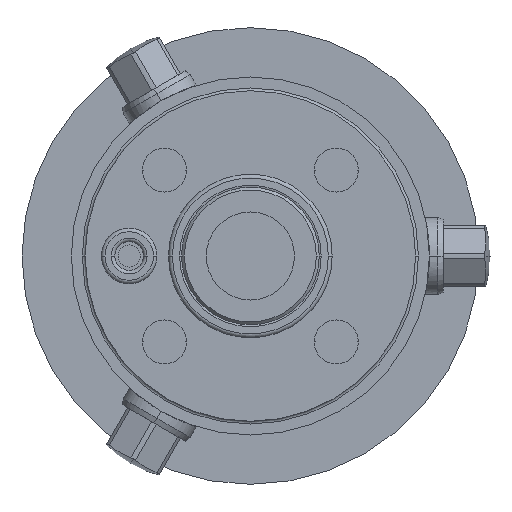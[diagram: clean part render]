
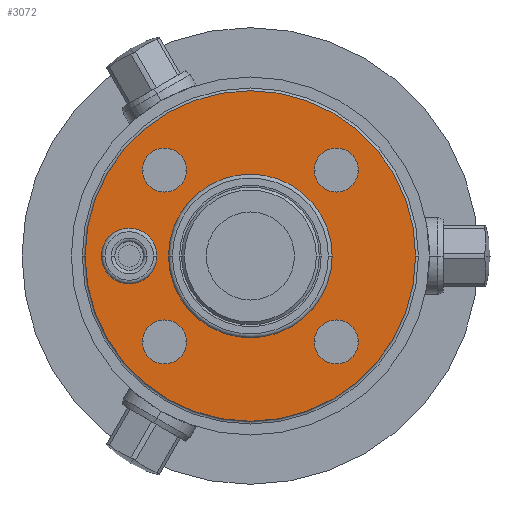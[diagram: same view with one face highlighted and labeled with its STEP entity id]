
A CAD part, front view. The second image highlights one B-rep face of the part: STEP entity #3072.
In plain terms, the highlighted planar face has unit normal (0, -1, 0).
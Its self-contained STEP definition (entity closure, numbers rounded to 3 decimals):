
#484=CARTESIAN_POINT('',(0.,0.,0.));
#485=DIRECTION('',(0.,1.,0.));
#486=DIRECTION('',(1.,0.,0.));
#487=AXIS2_PLACEMENT_3D('',#484,#485,#486);
#499=CARTESIAN_POINT('',(0.,0.,0.));
#500=DIRECTION('',(0.,-1.,0.));
#501=DIRECTION('',(1.,0.,0.));
#502=AXIS2_PLACEMENT_3D('',#499,#500,#501);
#530=CARTESIAN_POINT('',(15.6,0.,15.6));
#531=DIRECTION('',(0.,-1.,0.));
#532=DIRECTION('',(-1.,0.,0.));
#533=AXIS2_PLACEMENT_3D('',#530,#531,#532);
#538=CARTESIAN_POINT('',(15.6,0.,15.6));
#539=DIRECTION('',(0.,-1.,0.));
#540=DIRECTION('',(1.,0.,0.));
#541=AXIS2_PLACEMENT_3D('',#538,#539,#540);
#546=CARTESIAN_POINT('',(-15.6,0.,15.6));
#547=DIRECTION('',(0.,-1.,0.));
#548=DIRECTION('',(-1.,0.,0.));
#549=AXIS2_PLACEMENT_3D('',#546,#547,#548);
#554=CARTESIAN_POINT('',(-15.6,0.,15.6));
#555=DIRECTION('',(0.,-1.,0.));
#556=DIRECTION('',(1.,0.,0.));
#557=AXIS2_PLACEMENT_3D('',#554,#555,#556);
#562=CARTESIAN_POINT('',(15.6,0.,-15.6));
#563=DIRECTION('',(0.,-1.,0.));
#564=DIRECTION('',(-1.,0.,0.));
#565=AXIS2_PLACEMENT_3D('',#562,#563,#564);
#570=CARTESIAN_POINT('',(15.6,0.,-15.6));
#571=DIRECTION('',(0.,-1.,0.));
#572=DIRECTION('',(1.,0.,0.));
#573=AXIS2_PLACEMENT_3D('',#570,#571,#572);
#578=CARTESIAN_POINT('',(-15.6,0.,-15.6));
#579=DIRECTION('',(0.,-1.,0.));
#580=DIRECTION('',(-1.,0.,0.));
#581=AXIS2_PLACEMENT_3D('',#578,#579,#580);
#586=CARTESIAN_POINT('',(-15.6,0.,-15.6));
#587=DIRECTION('',(0.,-1.,0.));
#588=DIRECTION('',(1.,0.,0.));
#589=AXIS2_PLACEMENT_3D('',#586,#587,#588);
#610=CARTESIAN_POINT('',(-22.,0.,0.));
#611=DIRECTION('',(0.,1.,0.));
#612=DIRECTION('',(1.,0.,0.));
#613=AXIS2_PLACEMENT_3D('',#610,#611,#612);
#618=CARTESIAN_POINT('',(-22.,0.,0.));
#619=DIRECTION('',(0.,1.,0.));
#620=DIRECTION('',(-1.,0.,0.));
#621=AXIS2_PLACEMENT_3D('',#618,#619,#620);
#626=CARTESIAN_POINT('',(0.,0.,0.));
#627=DIRECTION('',(0.,1.,0.));
#628=DIRECTION('',(-1.,0.,0.));
#629=AXIS2_PLACEMENT_3D('',#626,#627,#628);
#634=CARTESIAN_POINT('',(0.,0.,0.));
#635=DIRECTION('',(0.,1.,0.));
#636=DIRECTION('',(1.,0.,0.));
#637=AXIS2_PLACEMENT_3D('',#634,#635,#636);
#2378=CARTESIAN_POINT('',(30.,0.,0.));
#2380=VERTEX_POINT('',#2378);
#2402=CARTESIAN_POINT('',(-30.,0.,0.));
#2404=VERTEX_POINT('',#2402);
#2444=CARTESIAN_POINT('',(11.6,0.,15.6));
#2445=CARTESIAN_POINT('',(19.6,0.,15.6));
#2446=VERTEX_POINT('',#2444);
#2447=VERTEX_POINT('',#2445);
#2458=CARTESIAN_POINT('',(-19.6,0.,15.6));
#2459=VERTEX_POINT('',#2458);
#2460=CARTESIAN_POINT('',(-11.6,0.,15.6));
#2461=VERTEX_POINT('',#2460);
#2472=CARTESIAN_POINT('',(11.6,0.,-15.6));
#2473=VERTEX_POINT('',#2472);
#2474=CARTESIAN_POINT('',(19.6,0.,-15.6));
#2475=VERTEX_POINT('',#2474);
#2486=CARTESIAN_POINT('',(-19.6,0.,-15.6));
#2487=VERTEX_POINT('',#2486);
#2488=CARTESIAN_POINT('',(-11.6,0.,-15.6));
#2489=VERTEX_POINT('',#2488);
#2502=CARTESIAN_POINT('',(-17.254,0.,0.));
#2503=CARTESIAN_POINT('',(-26.746,0.,0.));
#2504=VERTEX_POINT('',#2502);
#2505=VERTEX_POINT('',#2503);
#2526=CARTESIAN_POINT('',(-14.15,0.,0.));
#2527=CARTESIAN_POINT('',(14.15,0.,0.));
#2528=VERTEX_POINT('',#2526);
#2529=VERTEX_POINT('',#2527);
#3027=CARTESIAN_POINT('',(0.,0.,0.));
#3028=DIRECTION('',(0.,1.,0.));
#3029=DIRECTION('',(1.,0.,0.));
#3030=AXIS2_PLACEMENT_3D('',#3027,#3028,#3029);
#3031=PLANE('',#3030);
#3032=ORIENTED_EDGE('',*,*,#3009,.T.);
#3033=ORIENTED_EDGE('',*,*,#3020,.F.);
#3034=EDGE_LOOP('',(#3032,#3033));
#3035=FACE_OUTER_BOUND('',#3034,.F.);
#3037=ORIENTED_EDGE('',*,*,#3036,.T.);
#3039=ORIENTED_EDGE('',*,*,#3038,.T.);
#3040=EDGE_LOOP('',(#3037,#3039));
#3041=FACE_BOUND('',#3040,.F.);
#3043=ORIENTED_EDGE('',*,*,#3042,.T.);
#3045=ORIENTED_EDGE('',*,*,#3044,.T.);
#3046=EDGE_LOOP('',(#3043,#3045));
#3047=FACE_BOUND('',#3046,.F.);
#3049=ORIENTED_EDGE('',*,*,#3048,.T.);
#3051=ORIENTED_EDGE('',*,*,#3050,.T.);
#3052=EDGE_LOOP('',(#3049,#3051));
#3053=FACE_BOUND('',#3052,.F.);
#3055=ORIENTED_EDGE('',*,*,#3054,.T.);
#3057=ORIENTED_EDGE('',*,*,#3056,.T.);
#3058=EDGE_LOOP('',(#3055,#3057));
#3059=FACE_BOUND('',#3058,.F.);
#3061=ORIENTED_EDGE('',*,*,#3060,.F.);
#3063=ORIENTED_EDGE('',*,*,#3062,.F.);
#3064=EDGE_LOOP('',(#3061,#3063));
#3065=FACE_BOUND('',#3064,.F.);
#3067=ORIENTED_EDGE('',*,*,#3066,.F.);
#3069=ORIENTED_EDGE('',*,*,#3068,.F.);
#3070=EDGE_LOOP('',(#3067,#3069));
#3071=FACE_BOUND('',#3070,.F.);
#488=CIRCLE('',#487,30.);
#503=CIRCLE('',#502,30.);
#534=CIRCLE('',#533,4.);
#542=CIRCLE('',#541,4.);
#550=CIRCLE('',#549,4.);
#558=CIRCLE('',#557,4.);
#566=CIRCLE('',#565,4.);
#574=CIRCLE('',#573,4.);
#582=CIRCLE('',#581,4.);
#590=CIRCLE('',#589,4.);
#614=CIRCLE('',#613,4.746);
#622=CIRCLE('',#621,4.746);
#630=CIRCLE('',#629,14.15);
#638=CIRCLE('',#637,14.15);
#3009=EDGE_CURVE('',#2380,#2404,#488,.T.);
#3020=EDGE_CURVE('',#2380,#2404,#503,.T.);
#3036=EDGE_CURVE('',#2446,#2447,#534,.T.);
#3038=EDGE_CURVE('',#2447,#2446,#542,.T.);
#3042=EDGE_CURVE('',#2459,#2461,#550,.T.);
#3044=EDGE_CURVE('',#2461,#2459,#558,.T.);
#3048=EDGE_CURVE('',#2473,#2475,#566,.T.);
#3050=EDGE_CURVE('',#2475,#2473,#574,.T.);
#3054=EDGE_CURVE('',#2487,#2489,#582,.T.);
#3056=EDGE_CURVE('',#2489,#2487,#590,.T.);
#3060=EDGE_CURVE('',#2504,#2505,#614,.T.);
#3062=EDGE_CURVE('',#2505,#2504,#622,.T.);
#3066=EDGE_CURVE('',#2528,#2529,#630,.T.);
#3068=EDGE_CURVE('',#2529,#2528,#638,.T.);
#3072=ADVANCED_FACE('',(#3035,#3041,#3047,#3053,#3059,#3065,#3071),#3031,.F.);
